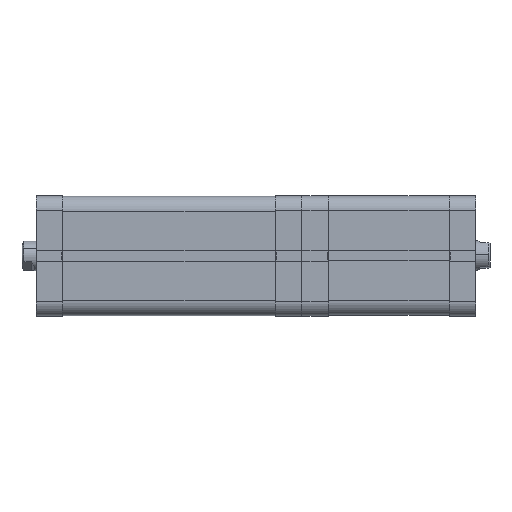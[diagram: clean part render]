
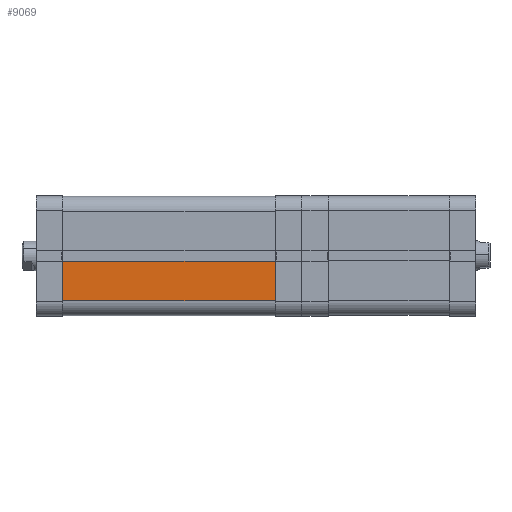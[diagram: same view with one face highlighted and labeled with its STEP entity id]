
A CAD part, front view. The second image highlights one B-rep face of the part: STEP entity #9069.
In plain terms, the highlighted planar face has unit normal (0, -1, 0).
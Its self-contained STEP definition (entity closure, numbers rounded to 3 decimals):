
#1392 = VERTEX_POINT ( 'NONE', #7557 ) ;
#1602 = CARTESIAN_POINT ( 'NONE',  ( 116., -32.5, -24.5 ) ) ;
#1683 = FACE_OUTER_BOUND ( 'NONE', #8312, .T. ) ;
#1828 = EDGE_CURVE ( 'NONE', #3732, #11143, #21080, .T. ) ;
#3732 = VERTEX_POINT ( 'NONE', #16181 ) ;
#4314 = ORIENTED_EDGE ( 'NONE', *, *, #18944, .T. ) ;
#5494 = DIRECTION ( 'NONE',  ( 1., 0., 0. ) ) ;
#6529 = CARTESIAN_POINT ( 'NONE',  ( 116.001, -32.5, -2.8 ) ) ;
#7362 = CARTESIAN_POINT ( 'NONE',  ( 0., -32.5, -32.5 ) ) ;
#7557 = CARTESIAN_POINT ( 'NONE',  ( 116., -32.5, -2.8 ) ) ;
#7902 = DIRECTION ( 'NONE',  ( 0., 1., 0. ) ) ;
#8312 = EDGE_LOOP ( 'NONE', ( #12654, #4314, #20417, #8704 ) ) ;
#8704 = ORIENTED_EDGE ( 'NONE', *, *, #18919, .F. ) ;
#9069 = ADVANCED_FACE ( 'NONE', ( #1683 ), #23092, .F. ) ;
#10264 = AXIS2_PLACEMENT_3D ( 'NONE', #23669, #7902, #26675 ) ;
#11143 = VERTEX_POINT ( 'NONE', #1602 ) ;
#12654 = ORIENTED_EDGE ( 'NONE', *, *, #19140, .T. ) ;
#14477 = CARTESIAN_POINT ( 'NONE',  ( 116., -32.5, -24.5 ) ) ;
#15437 = VECTOR ( 'NONE', #32352, 1000. ) ;
#16092 = VERTEX_POINT ( 'NONE', #37025 ) ;
#16181 = CARTESIAN_POINT ( 'NONE',  ( 0., -32.5, -24.5 ) ) ;
#16747 = CARTESIAN_POINT ( 'NONE',  ( 116., -32.5, -32.5 ) ) ;
#18919 = EDGE_CURVE ( 'NONE', #1392, #11143, #29124, .T. ) ;
#18944 = EDGE_CURVE ( 'NONE', #16092, #3732, #34767, .T. ) ;
#19119 = LINE ( 'NONE', #6529, #34634 ) ;
#19140 = EDGE_CURVE ( 'NONE', #1392, #16092, #19119, .T. ) ;
#20417 = ORIENTED_EDGE ( 'NONE', *, *, #1828, .T. ) ;
#21080 = LINE ( 'NONE', #14477, #33276 ) ;
#23092 = PLANE ( 'NONE',  #10264 ) ;
#23669 = CARTESIAN_POINT ( 'NONE',  ( 116., -32.5, -32.5 ) ) ;
#26675 = DIRECTION ( 'NONE',  ( 0., 0., 1. ) ) ;
#28721 = DIRECTION ( 'NONE',  ( 0., 0., -1. ) ) ;
#29124 = LINE ( 'NONE', #16747, #15437 ) ;
#30707 = DIRECTION ( 'NONE',  ( -1., 0., 0. ) ) ;
#32352 = DIRECTION ( 'NONE',  ( 0., 0., -1. ) ) ;
#33276 = VECTOR ( 'NONE', #5494, 1000. ) ;
#34634 = VECTOR ( 'NONE', #30707, 1000. ) ;
#34767 = LINE ( 'NONE', #7362, #38428 ) ;
#37025 = CARTESIAN_POINT ( 'NONE',  ( 0., -32.5, -2.8 ) ) ;
#38428 = VECTOR ( 'NONE', #28721, 1000. ) ;
